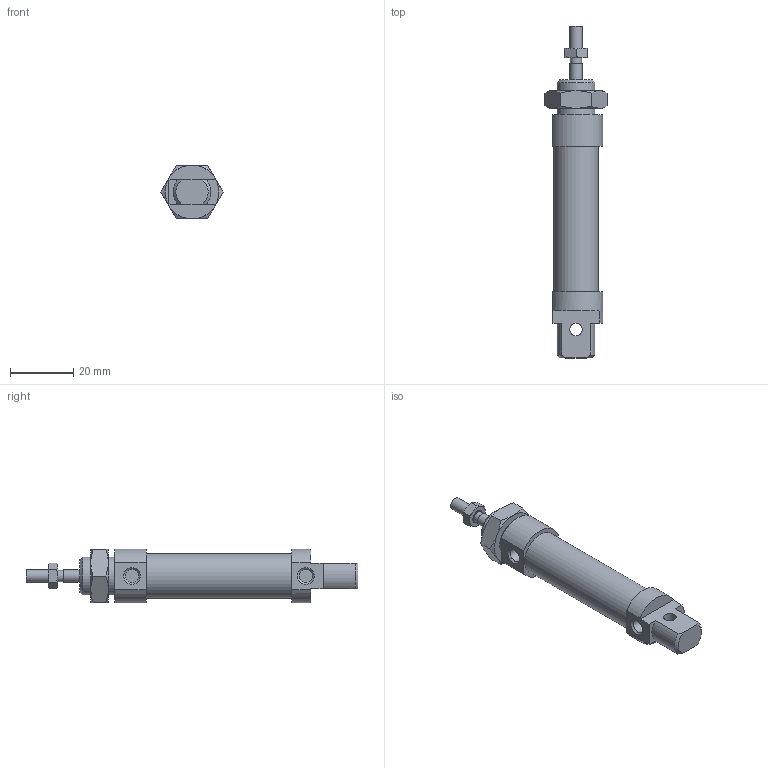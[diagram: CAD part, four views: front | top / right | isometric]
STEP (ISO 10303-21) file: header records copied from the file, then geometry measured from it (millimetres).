
FILE_DESCRIPTION(/* description */ ('Unknown'),/* implementation_level */ '2;1');
FILE_NAME(/* name */ '1260.10.20',/* time_stamp */ '2019-04-16T09:04:00-04:00',/* author */ ('Unknown'),/* organization */ ('Unknown'),/* preprocessor_version */ 'ST-DEVELOPER v16.7',/* originating_system */ 'DEX',/* authorisation */ $);
FILE_SCHEMA (('AUTOMOTIVE_DESIGN {1 0 10303 214 3 1 1}'));
Length unit declared in the file: millimetre
Products named in the file (5): 1260_10_XXXX; S1260_10_XXXX; 1200_10_05; C1260_10_XXXX; 1200_10_06
Assembly tree (4 placements, depth 2):
  1260_10_XXXX
    S1260_10_XXXX
    1200_10_05
    C1260_10_XXXX
    1200_10_06
Bounding box: 19.63 x 105 x 17 mm (x, y, z)
Volume: 12874 mm3; surface area: 7644.3 mm2
Topology: 4 solids, 4 shells, 88 faces, 183 edges, 113 vertices
Faces by surface type: plane 38, cone 33, cylinder 17
Full cylindrical faces by diameter (mm): 3.3 x1, 3.5 x1, 4 x4, 4.2 x2, 10 x2, 10.75 x1, 12 x1, 14 x1
Entity records: 2553 total; most frequent: CARTESIAN_POINT 465, DIRECTION 362, ORIENTED_EDGE 318, AXIS2_PLACEMENT_3D 162, EDGE_CURVE 159, EDGE_LOOP 124, FACE_BOUND 124, VERTEX_POINT 109
